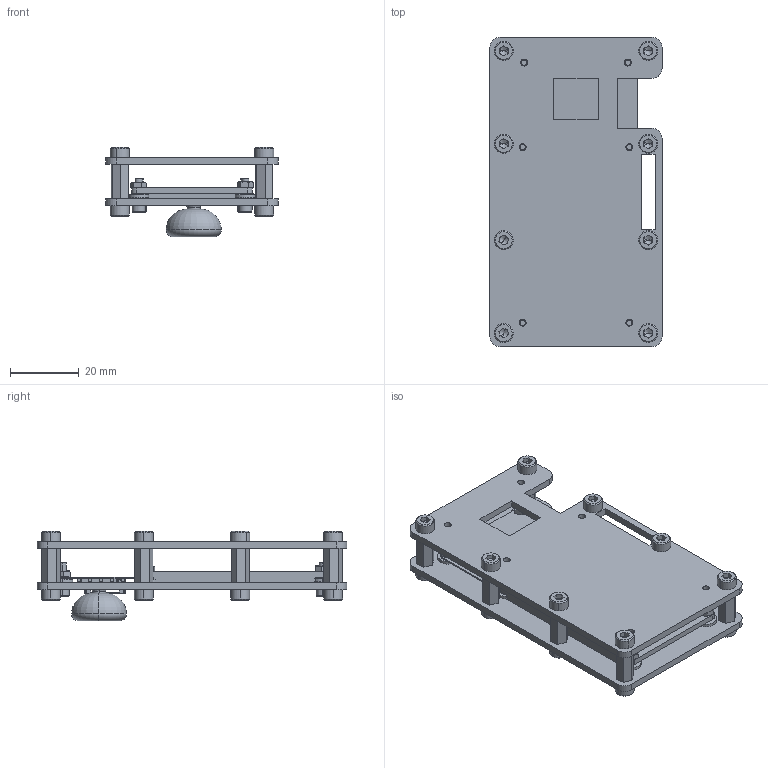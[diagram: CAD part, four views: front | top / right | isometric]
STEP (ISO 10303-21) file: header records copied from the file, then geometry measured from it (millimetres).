
FILE_DESCRIPTION (( 'STEP AP203' ), '1' );
FILE_NAME ('RoboMaster-BoardOLED-Substitute.STEP', '2022-07-31T05:28:26', ( '' ), ( '' ), 'SwSTEP 2.0', 'SolidWorks 2021', '' );
FILE_SCHEMA (( 'CONFIG_CONTROL_DESIGN' ));
Length unit declared in the file: millimetre
Products named in the file (28): hex nut style 1_am_B18.2.4.1M - Hex nut, Style 1,  M2 x 0.4 --D-C; R3.step; Board.step; R7.step; Button_Board.step; R2.step; flat washer regular_am_B18.22M - Plain washer, 2 mm, regular; 5938072496.step; socket head cap screw_am_B18.3.1M - 3 x 0.5 x 5 Hex SHCS -- 5CHX; Extruded.step; 键帽_光敏树脂打印件; 1.8ｴ躓FT_Board; R6.step; 5938072736.step; RoboMaster-BoardOLED-Substitute; socket head cap screw_am_B18.3.1M - 2 x 0.4 x 8 Hex SHCS -- 8CHX; 2mm捚親薯俋褲啣; C1.step; R1.step; Open CASCADE STEP translator 6.8 3.1.1.step; R5.step; R4.step; A1257WR-S-7P.step; 5-WayTactileButton10mmSMD.stp; 10mm肣翐; Open CASCADE STEP translator 6.8 3.10.step; Extruded-0.step; socket head cap screw_am_B18.3.1M - 3 x 0.5 x 6 Hex SHCS -- 6CHX
Assembly tree (70 placements, depth 5):
  RoboMaster-BoardOLED-Substitute
    1.8ｴ躓FT_Board
    Button_Board.step
      Board.step
        Open CASCADE STEP translator 6.8 3.1.1.step
      R7.step
        5938072736.step
          Extruded.step
      R6.step
        5938072496.step
          Extruded-0.step
      R5.step
        5938072736.step
          Extruded.step
      R4.step
        5938072736.step
          Extruded.step
      R3.step
        5938072736.step
          Extruded.step
      R2.step
        5938072496.step
          Extruded-0.step
      R1.step
        5938072736.step
          Extruded.step
      Open CASCADE STEP translator 6.8 3.10.step
        A1257WR-S-7P.step
      C1.step
        5938072736.step
          Extruded.step
    2mm捚親薯俋褲啣  x2
    5-WayTactileButton10mmSMD.stp
    键帽_光敏树脂打印件
    10mm肣翐  x8
    socket head cap screw_am_B18.3.1M - 3 x 0.5 x 6 Hex SHCS -- 6CHX
    socket head cap screw_am_B18.3.1M - 3 x 0.5 x 5 Hex SHCS -- 5CHX  x15
    socket head cap screw_am_B18.3.1M - 2 x 0.4 x 8 Hex SHCS -- 8CHX  x6
    hex nut style 1_am_B18.2.4.1M - Hex nut, Style 1,  M2 x 0.4 --D-C  x6
    flat washer regular_am_B18.22M - Plain washer, 2 mm, regular  x6
Bounding box: 50 x 90 x 26.02 mm (x, y, z)
Volume: 26849.8 mm3; surface area: 32571.1 mm2
Topology: 74 solids, 74 shells, 1706 faces, 4016 edges, 2472 vertices
Faces by surface type: plane 1010, cylinder 380, cone 256, torus 48, bspline 12
Entity records: 29882 total; most frequent: CARTESIAN_POINT 4718, DIRECTION 4448, ORIENTED_EDGE 4260, EDGE_CURVE 2130, VECTOR 1566, LINE 1566, AXIS2_PLACEMENT_3D 1441, VERTEX_POINT 1361
